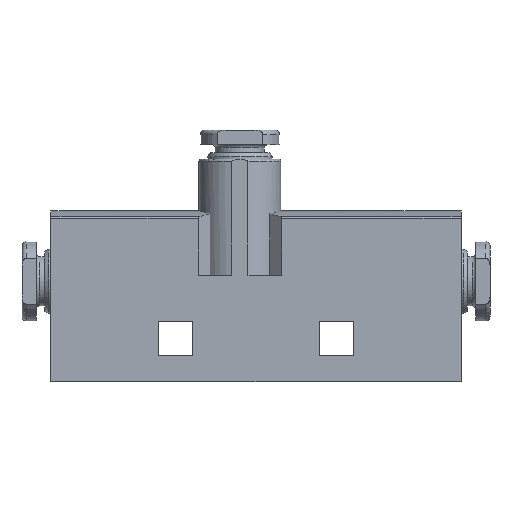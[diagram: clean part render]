
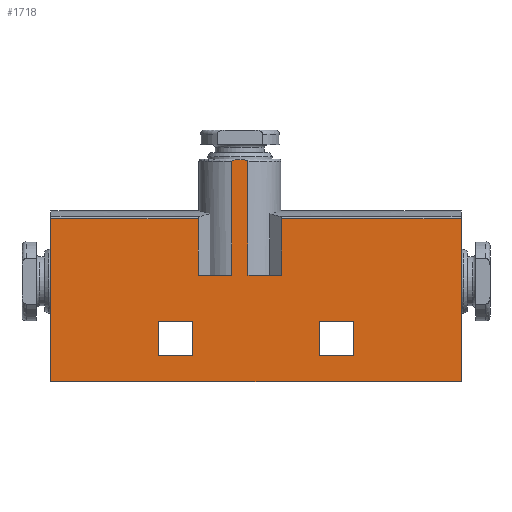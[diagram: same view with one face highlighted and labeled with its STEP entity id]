
A CAD part, top view. The second image highlights one B-rep face of the part: STEP entity #1718.
In plain terms, the highlighted planar face has unit normal (0, 0, 1).
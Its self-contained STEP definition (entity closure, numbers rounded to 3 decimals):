
#44=B_SPLINE_CURVE_WITH_KNOTS('',3,(#2495,#2496,#2497,#2498,#2499,#2500,
#2501,#2502,#2503,#2504,#2505,#2506,#2507),.UNSPECIFIED.,.F.,.F.,(4,1,1,
1,1,1,1,1,1,1,4),(0.003,0.003,0.003,
0.004,0.004,0.004,0.005,
0.005,0.005,0.005,0.005),
 .UNSPECIFIED.);
#105=LINE('',#2466,#189);
#106=LINE('',#2469,#190);
#107=LINE('',#2471,#191);
#108=LINE('',#2473,#192);
#109=LINE('',#2474,#193);
#110=LINE('',#2477,#194);
#111=LINE('',#2479,#195);
#112=LINE('',#2481,#196);
#113=LINE('',#2483,#197);
#114=LINE('',#2485,#198);
#115=LINE('',#2487,#199);
#116=LINE('',#2489,#200);
#117=LINE('',#2491,#201);
#118=LINE('',#2493,#202);
#119=LINE('',#2509,#203);
#120=LINE('',#2510,#204);
#121=LINE('',#2513,#205);
#122=LINE('',#2515,#206);
#123=LINE('',#2517,#207);
#189=VECTOR('',#2032,1000.);
#190=VECTOR('',#2033,1000.);
#191=VECTOR('',#2034,1000.);
#192=VECTOR('',#2035,1000.);
#193=VECTOR('',#2036,1000.);
#194=VECTOR('',#2037,1000.);
#195=VECTOR('',#2038,1000.);
#196=VECTOR('',#2039,1000.);
#197=VECTOR('',#2040,1000.);
#198=VECTOR('',#2041,1000.);
#199=VECTOR('',#2042,1000.);
#200=VECTOR('',#2043,1000.);
#201=VECTOR('',#2044,1000.);
#202=VECTOR('',#2045,1000.);
#203=VECTOR('',#2046,1000.);
#204=VECTOR('',#2047,1000.);
#205=VECTOR('',#2048,1000.);
#206=VECTOR('',#2049,1000.);
#207=VECTOR('',#2050,1000.);
#327=ORIENTED_EDGE('',*,*,#635,.F.);
#328=ORIENTED_EDGE('',*,*,#636,.F.);
#329=ORIENTED_EDGE('',*,*,#637,.F.);
#330=ORIENTED_EDGE('',*,*,#638,.F.);
#331=ORIENTED_EDGE('',*,*,#639,.F.);
#332=ORIENTED_EDGE('',*,*,#640,.T.);
#333=ORIENTED_EDGE('',*,*,#641,.T.);
#334=ORIENTED_EDGE('',*,*,#642,.T.);
#335=ORIENTED_EDGE('',*,*,#643,.F.);
#336=ORIENTED_EDGE('',*,*,#644,.F.);
#337=ORIENTED_EDGE('',*,*,#645,.T.);
#338=ORIENTED_EDGE('',*,*,#646,.T.);
#339=ORIENTED_EDGE('',*,*,#647,.F.);
#340=ORIENTED_EDGE('',*,*,#648,.T.);
#341=ORIENTED_EDGE('',*,*,#649,.F.);
#342=ORIENTED_EDGE('',*,*,#650,.T.);
#343=ORIENTED_EDGE('',*,*,#651,.F.);
#344=ORIENTED_EDGE('',*,*,#652,.F.);
#345=ORIENTED_EDGE('',*,*,#653,.F.);
#346=ORIENTED_EDGE('',*,*,#654,.F.);
#635=EDGE_CURVE('',#780,#781,#105,.T.);
#636=EDGE_CURVE('',#782,#780,#106,.T.);
#637=EDGE_CURVE('',#783,#782,#107,.T.);
#638=EDGE_CURVE('',#781,#783,#108,.T.);
#639=EDGE_CURVE('',#784,#785,#109,.T.);
#640=EDGE_CURVE('',#784,#786,#110,.T.);
#641=EDGE_CURVE('',#786,#787,#111,.T.);
#642=EDGE_CURVE('',#787,#788,#112,.T.);
#643=EDGE_CURVE('',#789,#788,#113,.T.);
#644=EDGE_CURVE('',#790,#789,#114,.T.);
#645=EDGE_CURVE('',#790,#791,#115,.T.);
#646=EDGE_CURVE('',#791,#792,#116,.T.);
#647=EDGE_CURVE('',#793,#792,#117,.T.);
#648=EDGE_CURVE('',#793,#794,#118,.F.);
#649=EDGE_CURVE('',#795,#794,#44,.T.);
#650=EDGE_CURVE('',#795,#785,#119,.T.);
#651=EDGE_CURVE('',#796,#797,#120,.T.);
#652=EDGE_CURVE('',#798,#796,#121,.T.);
#653=EDGE_CURVE('',#799,#798,#122,.T.);
#654=EDGE_CURVE('',#797,#799,#123,.T.);
#780=VERTEX_POINT('',#2467);
#781=VERTEX_POINT('',#2468);
#782=VERTEX_POINT('',#2470);
#783=VERTEX_POINT('',#2472);
#784=VERTEX_POINT('',#2475);
#785=VERTEX_POINT('',#2476);
#786=VERTEX_POINT('',#2478);
#787=VERTEX_POINT('',#2480);
#788=VERTEX_POINT('',#2482);
#789=VERTEX_POINT('',#2484);
#790=VERTEX_POINT('',#2486);
#791=VERTEX_POINT('',#2488);
#792=VERTEX_POINT('',#2490);
#793=VERTEX_POINT('',#2492);
#794=VERTEX_POINT('',#2494);
#795=VERTEX_POINT('',#2508);
#796=VERTEX_POINT('',#2511);
#797=VERTEX_POINT('',#2512);
#798=VERTEX_POINT('',#2514);
#799=VERTEX_POINT('',#2516);
#934=EDGE_LOOP('',(#327,#328,#329,#330));
#935=EDGE_LOOP('',(#331,#332,#333,#334,#335,#336,#337,#338,#339,#340,#341,
#342));
#936=EDGE_LOOP('',(#343,#344,#345,#346));
#1042=FACE_BOUND('',#934,.T.);
#1043=FACE_BOUND('',#935,.T.);
#1044=FACE_BOUND('',#936,.T.);
#1132=PLANE('',#1823);
#1718=ADVANCED_FACE('',(#1042,#1043,#1044),#1132,.F.);
#1823=AXIS2_PLACEMENT_3D('',#2465,#2030,#2031);
#2030=DIRECTION('',(0.,0.,-1.));
#2031=DIRECTION('',(-1.,0.,0.));
#2032=DIRECTION('',(-1.,0.,0.));
#2033=DIRECTION('',(0.,1.,0.));
#2034=DIRECTION('',(1.,0.,0.));
#2035=DIRECTION('',(0.,-1.,0.));
#2036=DIRECTION('',(1.,0.,0.));
#2037=DIRECTION('',(0.,1.,0.));
#2038=DIRECTION('',(-1.,0.,0.));
#2039=DIRECTION('',(0.,-1.,0.));
#2040=DIRECTION('',(-1.,0.,0.));
#2041=DIRECTION('',(0.,-1.,0.));
#2042=DIRECTION('',(-1.,0.,0.));
#2043=DIRECTION('',(0.,-1.,0.));
#2044=DIRECTION('',(1.,0.,0.));
#2045=DIRECTION('',(0.,-1.,0.));
#2046=DIRECTION('',(0.,-1.,0.));
#2047=DIRECTION('',(-1.,0.,0.));
#2048=DIRECTION('',(0.,1.,0.));
#2049=DIRECTION('',(1.,0.,0.));
#2050=DIRECTION('',(0.,-1.,0.));
#2465=CARTESIAN_POINT('',(25.5,20.277,5.));
#2466=CARTESIAN_POINT('',(25.5,7.55,5.));
#2467=CARTESIAN_POINT('',(12.15,7.55,5.));
#2468=CARTESIAN_POINT('',(7.85,7.55,5.));
#2469=CARTESIAN_POINT('',(12.15,20.277,5.));
#2470=CARTESIAN_POINT('',(12.15,3.25,5.));
#2471=CARTESIAN_POINT('',(25.5,3.25,5.));
#2472=CARTESIAN_POINT('',(7.85,3.25,5.));
#2473=CARTESIAN_POINT('',(7.85,20.277,5.));
#2474=CARTESIAN_POINT('',(25.5,13.25,5.));
#2475=CARTESIAN_POINT('',(-7.209,13.25,5.));
#2476=CARTESIAN_POINT('',(-3.005,13.25,5.));
#2477=CARTESIAN_POINT('',(-7.209,20.277,5.));
#2478=CARTESIAN_POINT('',(-7.209,20.277,5.));
#2479=CARTESIAN_POINT('',(25.5,20.277,5.));
#2480=CARTESIAN_POINT('',(-25.5,20.277,5.));
#2481=CARTESIAN_POINT('',(-25.5,20.277,5.));
#2482=CARTESIAN_POINT('',(-25.5,0.,5.));
#2483=CARTESIAN_POINT('',(25.5,0.,5.));
#2484=CARTESIAN_POINT('',(25.5,0.,5.));
#2485=CARTESIAN_POINT('',(25.5,20.277,5.));
#2486=CARTESIAN_POINT('',(25.5,20.277,5.));
#2487=CARTESIAN_POINT('',(25.5,20.277,5.));
#2488=CARTESIAN_POINT('',(3.209,20.277,5.));
#2489=CARTESIAN_POINT('',(3.209,20.277,5.));
#2490=CARTESIAN_POINT('',(3.209,13.25,5.));
#2491=CARTESIAN_POINT('',(25.5,13.25,5.));
#2492=CARTESIAN_POINT('',(-0.995,13.25,5.));
#2493=CARTESIAN_POINT('',(-0.995,13.25,5.));
#2494=CARTESIAN_POINT('',(-0.995,27.4,5.));
#2495=CARTESIAN_POINT('',(-3.005,27.4,5.));
#2496=CARTESIAN_POINT('',(-3.005,27.445,5.));
#2497=CARTESIAN_POINT('',(-2.919,27.505,5.));
#2498=CARTESIAN_POINT('',(-2.756,27.561,5.));
#2499=CARTESIAN_POINT('',(-2.535,27.598,5.));
#2500=CARTESIAN_POINT('',(-2.269,27.619,5.));
#2501=CARTESIAN_POINT('',(-2.003,27.626,5.));
#2502=CARTESIAN_POINT('',(-1.735,27.62,5.));
#2503=CARTESIAN_POINT('',(-1.469,27.599,5.));
#2504=CARTESIAN_POINT('',(-1.246,27.561,5.));
#2505=CARTESIAN_POINT('',(-1.081,27.505,5.));
#2506=CARTESIAN_POINT('',(-0.995,27.446,5.));
#2507=CARTESIAN_POINT('',(-0.995,27.4,5.));
#2508=CARTESIAN_POINT('',(-3.005,27.4,5.));
#2509=CARTESIAN_POINT('',(-3.005,13.25,5.));
#2510=CARTESIAN_POINT('',(25.5,7.55,5.));
#2511=CARTESIAN_POINT('',(-7.85,7.55,5.));
#2512=CARTESIAN_POINT('',(-12.15,7.55,5.));
#2513=CARTESIAN_POINT('',(-7.85,20.277,5.));
#2514=CARTESIAN_POINT('',(-7.85,3.25,5.));
#2515=CARTESIAN_POINT('',(25.5,3.25,5.));
#2516=CARTESIAN_POINT('',(-12.15,3.25,5.));
#2517=CARTESIAN_POINT('',(-12.15,20.277,5.));
